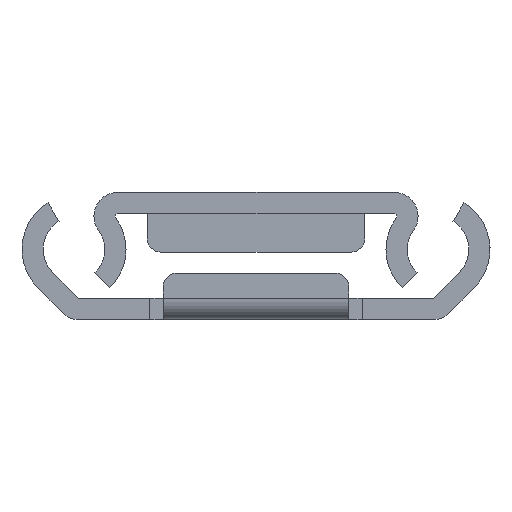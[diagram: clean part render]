
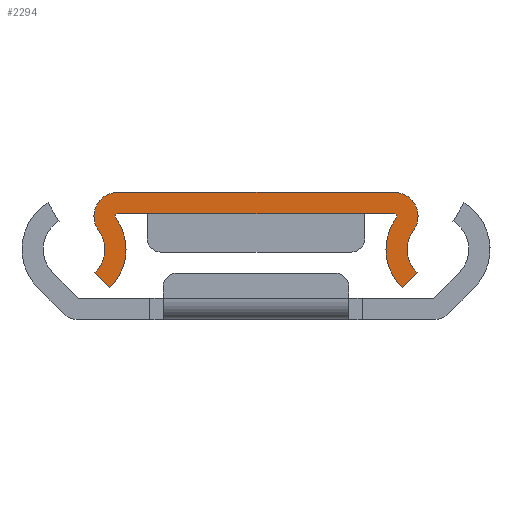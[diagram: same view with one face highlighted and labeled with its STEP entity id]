
A CAD part, left-side view. The second image highlights one B-rep face of the part: STEP entity #2294.
In plain terms, the highlighted planar face has unit normal (-1, 0, 0).
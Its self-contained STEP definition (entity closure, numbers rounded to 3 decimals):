
#119 = DIRECTION ( 'NONE',  ( 0., 0., -1. ) ) ;
#120 = FACE_OUTER_BOUND ( 'NONE', #2413, .T. ) ;
#123 = CIRCLE ( 'NONE', #311, 0.2 ) ;
#139 = CARTESIAN_POINT ( 'NONE',  ( 0., 10.425, 0. ) ) ;
#160 = AXIS2_PLACEMENT_3D ( 'NONE', #1085, #2861, #800 ) ;
#192 = EDGE_CURVE ( 'NONE', #1557, #1248, #1323, .T. ) ;
#206 = CARTESIAN_POINT ( 'NONE',  ( 0., 10.425, -1.8 ) ) ;
#225 = EDGE_CURVE ( 'NONE', #3555, #3749, #3508, .T. ) ;
#232 = EDGE_CURVE ( 'NONE', #2392, #3555, #450, .T. ) ;
#303 = EDGE_CURVE ( 'NONE', #2657, #453, #962, .T. ) ;
#311 = AXIS2_PLACEMENT_3D ( 'NONE', #206, #2269, #495 ) ;
#332 = ORIENTED_EDGE ( 'NONE', *, *, #303, .F. ) ;
#346 = ORIENTED_EDGE ( 'NONE', *, *, #3191, .F. ) ;
#348 = CARTESIAN_POINT ( 'NONE',  ( 0., 0., 0. ) ) ;
#364 = CIRCLE ( 'NONE', #377, 2.4 ) ;
#377 = AXIS2_PLACEMENT_3D ( 'NONE', #3635, #1879, #119 ) ;
#431 = AXIS2_PLACEMENT_3D ( 'NONE', #592, #2655, #884 ) ;
#450 = CIRCLE ( 'NONE', #792, 1.8 ) ;
#453 = VERTEX_POINT ( 'NONE', #1931 ) ;
#479 = ORIENTED_EDGE ( 'NONE', *, *, #192, .T. ) ;
#495 = DIRECTION ( 'NONE',  ( 0., 0., -1. ) ) ;
#510 = CARTESIAN_POINT ( 'NONE',  ( 0., 10.425, -1.8 ) ) ;
#563 = CIRCLE ( 'NONE', #431, 2.4 ) ;
#565 = LINE ( 'NONE', #2175, #3576 ) ;
#592 = CARTESIAN_POINT ( 'NONE',  ( 0., -13.8, -4.3 ) ) ;
#615 = VERTEX_POINT ( 'NONE', #2000 ) ;
#653 = ORIENTED_EDGE ( 'NONE', *, *, #2787, .T. ) ;
#678 = VERTEX_POINT ( 'NONE', #2669 ) ;
#687 = EDGE_CURVE ( 'NONE', #2392, #615, #563, .T. ) ;
#698 = DIRECTION ( 'NONE',  ( -1., 0., 0. ) ) ;
#753 = ORIENTED_EDGE ( 'NONE', *, *, #232, .T. ) ;
#792 = AXIS2_PLACEMENT_3D ( 'NONE', #985, #698, #3064 ) ;
#800 = DIRECTION ( 'NONE',  ( 0., 0., -1. ) ) ;
#868 = EDGE_CURVE ( 'NONE', #1557, #2657, #2406, .T. ) ;
#875 = CIRCLE ( 'NONE', #3586, 4. ) ;
#883 = DIRECTION ( 'NONE',  ( 0., -0.689, -0.725 ) ) ;
#884 = DIRECTION ( 'NONE',  ( 0., 0., -1. ) ) ;
#960 = EDGE_CURVE ( 'NONE', #615, #1248, #565, .T. ) ;
#962 = LINE ( 'NONE', #3288, #1758 ) ;
#985 = CARTESIAN_POINT ( 'NONE',  ( 0., -10.425, -1.8 ) ) ;
#1010 = CARTESIAN_POINT ( 'NONE',  ( 0., 13.8, -4.3 ) ) ;
#1073 = EDGE_CURVE ( 'NONE', #2274, #2326, #364, .T. ) ;
#1085 = CARTESIAN_POINT ( 'NONE',  ( 0., -10.425, -1.8 ) ) ;
#1173 = AXIS2_PLACEMENT_3D ( 'NONE', #510, #1685, #3741 ) ;
#1190 = ORIENTED_EDGE ( 'NONE', *, *, #687, .F. ) ;
#1213 = CARTESIAN_POINT ( 'NONE',  ( 0., 10.425, -1.8 ) ) ;
#1248 = VERTEX_POINT ( 'NONE', #2228 ) ;
#1302 = DIRECTION ( 'NONE',  ( 0., 0., -1. ) ) ;
#1306 = EDGE_CURVE ( 'NONE', #678, #453, #123, .T. ) ;
#1307 = DIRECTION ( 'NONE',  ( 0., 0., -1. ) ) ;
#1323 = CIRCLE ( 'NONE', #3794, 4. ) ;
#1394 = PLANE ( 'NONE',  #1173 ) ;
#1406 = CARTESIAN_POINT ( 'NONE',  ( 0., 12.147, -6.04 ) ) ;
#1498 = DIRECTION ( 'NONE',  ( 0., 0., -1. ) ) ;
#1550 = LINE ( 'NONE', #2359, #3046 ) ;
#1557 = VERTEX_POINT ( 'NONE', #3416 ) ;
#1573 = AXIS2_PLACEMENT_3D ( 'NONE', #1213, #3272, #1498 ) ;
#1599 = CARTESIAN_POINT ( 'NONE',  ( 0., -13.8, -4.3 ) ) ;
#1618 = ORIENTED_EDGE ( 'NONE', *, *, #1306, .T. ) ;
#1685 = DIRECTION ( 'NONE',  ( 1., 0., 0. ) ) ;
#1729 = CARTESIAN_POINT ( 'NONE',  ( 0., -10.425, -1.6 ) ) ;
#1758 = VECTOR ( 'NONE', #2424, 1000. ) ;
#1825 = CIRCLE ( 'NONE', #1573, 1.8 ) ;
#1879 = DIRECTION ( 'NONE',  ( 1., 0., 0. ) ) ;
#1931 = CARTESIAN_POINT ( 'NONE',  ( 0., 10.425, -1.6 ) ) ;
#2000 = CARTESIAN_POINT ( 'NONE',  ( 0., -12.147, -6.04 ) ) ;
#2175 = CARTESIAN_POINT ( 'NONE',  ( 0., -12.147, -6.04 ) ) ;
#2228 = CARTESIAN_POINT ( 'NONE',  ( 0., -11.045, -7.2 ) ) ;
#2253 = CARTESIAN_POINT ( 'NONE',  ( 0., 11.871, -2.871 ) ) ;
#2269 = DIRECTION ( 'NONE',  ( 1., 0., 0. ) ) ;
#2274 = VERTEX_POINT ( 'NONE', #2253 ) ;
#2294 = ADVANCED_FACE ( 'NONE', ( #120 ), #1394, .F. ) ;
#2326 = VERTEX_POINT ( 'NONE', #1406 ) ;
#2359 = CARTESIAN_POINT ( 'NONE',  ( 0., 12.147, -6.04 ) ) ;
#2392 = VERTEX_POINT ( 'NONE', #2770 ) ;
#2406 = CIRCLE ( 'NONE', #160, 0.2 ) ;
#2413 = EDGE_LOOP ( 'NONE', ( #332, #3353, #479, #3361, #1190, #753, #3318, #346, #2691, #653, #2877, #1618 ) ) ;
#2424 = DIRECTION ( 'NONE',  ( 0., 1., 0. ) ) ;
#2472 = CARTESIAN_POINT ( 'NONE',  ( 0., 11.045, -7.2 ) ) ;
#2655 = DIRECTION ( 'NONE',  ( -1., 0., 0. ) ) ;
#2657 = VERTEX_POINT ( 'NONE', #1729 ) ;
#2669 = CARTESIAN_POINT ( 'NONE',  ( 0., 10.586, -1.919 ) ) ;
#2691 = ORIENTED_EDGE ( 'NONE', *, *, #1073, .T. ) ;
#2699 = DIRECTION ( 'NONE',  ( 0., 1., 0. ) ) ;
#2770 = CARTESIAN_POINT ( 'NONE',  ( 0., -11.871, -2.871 ) ) ;
#2787 = EDGE_CURVE ( 'NONE', #2326, #3343, #1550, .T. ) ;
#2861 = DIRECTION ( 'NONE',  ( -1., 0., 0. ) ) ;
#2877 = ORIENTED_EDGE ( 'NONE', *, *, #3743, .F. ) ;
#2922 = CARTESIAN_POINT ( 'NONE',  ( 0., -10.425, 0. ) ) ;
#3046 = VECTOR ( 'NONE', #883, 1000. ) ;
#3064 = DIRECTION ( 'NONE',  ( 0., 0., -1. ) ) ;
#3084 = DIRECTION ( 'NONE',  ( 1., 0., 0. ) ) ;
#3094 = VECTOR ( 'NONE', #2699, 1000. ) ;
#3191 = EDGE_CURVE ( 'NONE', #2274, #3749, #1825, .T. ) ;
#3272 = DIRECTION ( 'NONE',  ( 1., 0., 0. ) ) ;
#3288 = CARTESIAN_POINT ( 'NONE',  ( 0., 0., -1.6 ) ) ;
#3318 = ORIENTED_EDGE ( 'NONE', *, *, #225, .T. ) ;
#3343 = VERTEX_POINT ( 'NONE', #2472 ) ;
#3353 = ORIENTED_EDGE ( 'NONE', *, *, #868, .F. ) ;
#3361 = ORIENTED_EDGE ( 'NONE', *, *, #960, .F. ) ;
#3364 = DIRECTION ( 'NONE',  ( -1., 0., 0. ) ) ;
#3416 = CARTESIAN_POINT ( 'NONE',  ( 0., -10.586, -1.919 ) ) ;
#3508 = LINE ( 'NONE', #348, #3094 ) ;
#3555 = VERTEX_POINT ( 'NONE', #2922 ) ;
#3576 = VECTOR ( 'NONE', #3640, 1000. ) ;
#3586 = AXIS2_PLACEMENT_3D ( 'NONE', #1010, #3084, #1302 ) ;
#3635 = CARTESIAN_POINT ( 'NONE',  ( 0., 13.8, -4.3 ) ) ;
#3640 = DIRECTION ( 'NONE',  ( 0., 0.689, -0.725 ) ) ;
#3741 = DIRECTION ( 'NONE',  ( 0., 0., -1. ) ) ;
#3743 = EDGE_CURVE ( 'NONE', #678, #3343, #875, .T. ) ;
#3749 = VERTEX_POINT ( 'NONE', #139 ) ;
#3794 = AXIS2_PLACEMENT_3D ( 'NONE', #1599, #3364, #1307 ) ;
